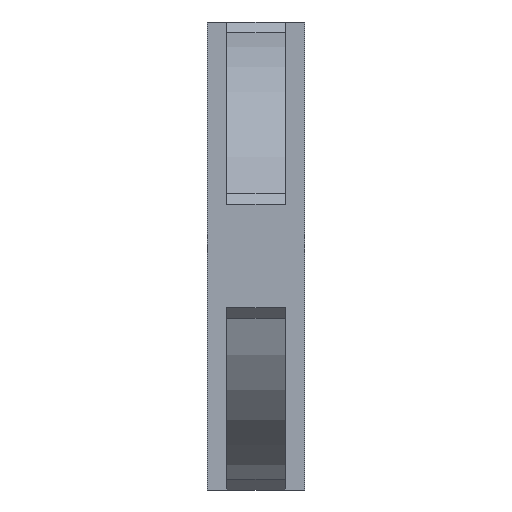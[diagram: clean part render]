
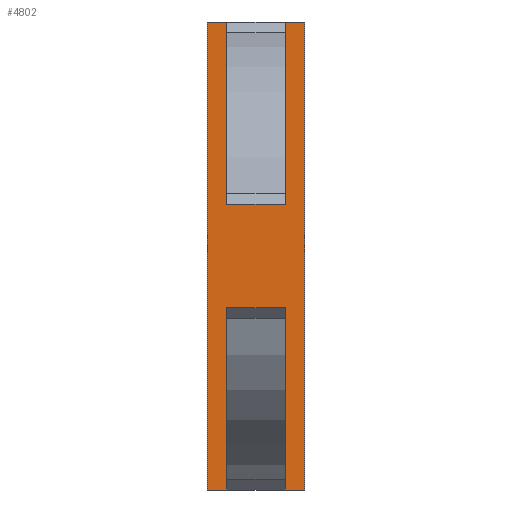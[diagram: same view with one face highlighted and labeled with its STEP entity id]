
A CAD part, left-side view. The second image highlights one B-rep face of the part: STEP entity #4802.
In plain terms, the highlighted planar face has unit normal (-1, 0, 0).
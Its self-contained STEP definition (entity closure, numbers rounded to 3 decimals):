
#718=FACE_OUTER_BOUND('',#997,.T.);
#997=EDGE_LOOP('',(#4208,#4209,#4210,#4211,#4212,#4213,#4214,#4215,#4216,
#4217,#4218,#4219));
#1087=LINE('',#6823,#1500);
#1089=LINE('',#6829,#1502);
#1125=LINE('',#6914,#1538);
#1126=LINE('',#6919,#1539);
#1248=LINE('',#7346,#1661);
#1252=LINE('',#7356,#1665);
#1255=LINE('',#7363,#1668);
#1426=LINE('',#8123,#1839);
#1430=LINE('',#8128,#1843);
#1435=LINE('',#8137,#1848);
#1436=LINE('',#8138,#1849);
#1437=LINE('',#8140,#1850);
#1500=VECTOR('',#5406,10.);
#1502=VECTOR('',#5410,10.);
#1538=VECTOR('',#5492,10.);
#1539=VECTOR('',#5497,10.);
#1661=VECTOR('',#5951,10.);
#1665=VECTOR('',#5959,10.);
#1668=VECTOR('',#5966,10.);
#1839=VECTOR('',#6633,10.);
#1843=VECTOR('',#6637,10.);
#1848=VECTOR('',#6646,10.);
#1849=VECTOR('',#6647,10.);
#1850=VECTOR('',#6650,10.);
#1904=VERTEX_POINT('',#6817);
#1906=VERTEX_POINT('',#6821);
#1907=VERTEX_POINT('',#6825);
#1909=VERTEX_POINT('',#6828);
#1935=VERTEX_POINT('',#6912);
#1937=VERTEX_POINT('',#6918);
#2075=VERTEX_POINT('',#7344);
#2076=VERTEX_POINT('',#7345);
#2080=VERTEX_POINT('',#7355);
#2082=VERTEX_POINT('',#7361);
#2295=VERTEX_POINT('',#8122);
#2298=VERTEX_POINT('',#8135);
#2383=EDGE_CURVE('',#1906,#1904,#1087,.T.);
#2385=EDGE_CURVE('',#1907,#1909,#1089,.T.);
#2429=EDGE_CURVE('',#1907,#1935,#1125,.T.);
#2431=EDGE_CURVE('',#1937,#1904,#1126,.T.);
#2640=EDGE_CURVE('',#2075,#2076,#1248,.T.);
#2645=EDGE_CURVE('',#1909,#2080,#1252,.T.);
#2649=EDGE_CURVE('',#2082,#1906,#1255,.T.);
#2970=EDGE_CURVE('',#2080,#2295,#1426,.T.);
#2974=EDGE_CURVE('',#1935,#2076,#1430,.T.);
#2979=EDGE_CURVE('',#2082,#2298,#1435,.T.);
#2980=EDGE_CURVE('',#1937,#2075,#1436,.T.);
#2981=EDGE_CURVE('',#2295,#2298,#1437,.T.);
#4208=ORIENTED_EDGE('',*,*,#2649,.F.);
#4209=ORIENTED_EDGE('',*,*,#2979,.T.);
#4210=ORIENTED_EDGE('',*,*,#2981,.F.);
#4211=ORIENTED_EDGE('',*,*,#2970,.F.);
#4212=ORIENTED_EDGE('',*,*,#2645,.F.);
#4213=ORIENTED_EDGE('',*,*,#2385,.F.);
#4214=ORIENTED_EDGE('',*,*,#2429,.T.);
#4215=ORIENTED_EDGE('',*,*,#2974,.T.);
#4216=ORIENTED_EDGE('',*,*,#2640,.F.);
#4217=ORIENTED_EDGE('',*,*,#2980,.F.);
#4218=ORIENTED_EDGE('',*,*,#2431,.T.);
#4219=ORIENTED_EDGE('',*,*,#2383,.F.);
#4571=PLANE('',#5306);
#4802=ADVANCED_FACE('',(#718),#4571,.T.);
#5306=AXIS2_PLACEMENT_3D('',#8139,#6648,#6649);
#5406=DIRECTION('',(0.,1.,0.));
#5410=DIRECTION('',(0.,-1.,0.));
#5492=DIRECTION('',(0.,0.,1.));
#5497=DIRECTION('',(0.,0.,1.));
#5951=DIRECTION('',(0.,0.,1.));
#5959=DIRECTION('',(0.,0.,1.));
#5966=DIRECTION('',(0.,0.,1.));
#6633=DIRECTION('',(0.,-1.,0.));
#6637=DIRECTION('',(0.,1.,0.));
#6646=DIRECTION('',(0.,-1.,0.));
#6647=DIRECTION('',(0.,1.,0.));
#6648=DIRECTION('center_axis',(-1.,0.,0.));
#6649=DIRECTION('ref_axis',(0.,0.,-1.));
#6650=DIRECTION('',(0.,0.,-1.));
#6817=CARTESIAN_POINT('',(-60.,7.5,-13.21));
#6821=CARTESIAN_POINT('',(-60.,-7.5,-13.21));
#6823=CARTESIAN_POINT('',(-60.,-7.5,-13.21));
#6825=CARTESIAN_POINT('',(-60.,7.5,13.21));
#6828=CARTESIAN_POINT('',(-60.,-7.5,13.21));
#6829=CARTESIAN_POINT('',(-60.,-7.5,13.21));
#6912=CARTESIAN_POINT('',(-60.,7.5,60.));
#6914=CARTESIAN_POINT('',(-60.,7.5,48.));
#6918=CARTESIAN_POINT('',(-60.,7.5,-60.));
#6919=CARTESIAN_POINT('',(-60.,7.5,48.));
#7344=CARTESIAN_POINT('',(-60.,12.5,-60.));
#7345=CARTESIAN_POINT('',(-60.,12.5,60.));
#7346=CARTESIAN_POINT('',(-60.,12.5,48.));
#7355=CARTESIAN_POINT('',(-60.,-7.5,60.));
#7356=CARTESIAN_POINT('',(-60.,-7.5,48.));
#7361=CARTESIAN_POINT('',(-60.,-7.5,-60.));
#7363=CARTESIAN_POINT('',(-60.,-7.5,48.));
#8122=CARTESIAN_POINT('',(-60.,-12.5,60.));
#8123=CARTESIAN_POINT('',(-60.,-7.5,60.));
#8128=CARTESIAN_POINT('',(-60.,7.5,60.));
#8135=CARTESIAN_POINT('',(-60.,-12.5,-60.));
#8137=CARTESIAN_POINT('',(-60.,-7.5,-60.));
#8138=CARTESIAN_POINT('',(-60.,7.5,-60.));
#8139=CARTESIAN_POINT('Origin',(-60.,-7.5,60.));
#8140=CARTESIAN_POINT('',(-60.,-12.5,48.));
